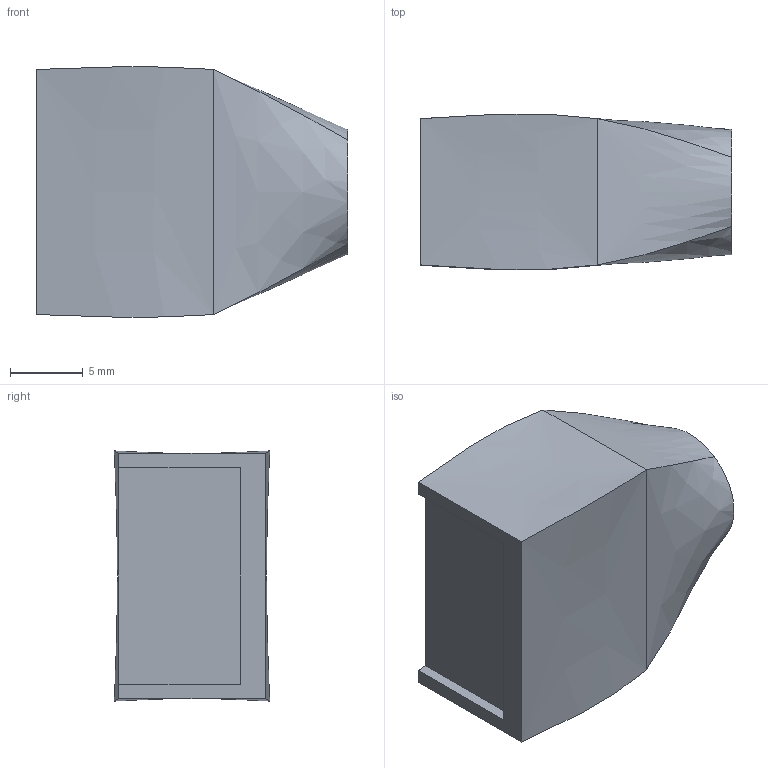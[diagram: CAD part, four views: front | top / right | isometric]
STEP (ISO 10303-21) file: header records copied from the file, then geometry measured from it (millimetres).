
FILE_DESCRIPTION (( 'STEP AP214' ), '1' );
FILE_NAME ('3.5mm_plug_housing.step', '2019-10-07T21:53:36', ( '' ), ( '' ), 'SwSTEP 2.0', 'SolidWorks 2017', '' );
FILE_SCHEMA (( 'AUTOMOTIVE_DESIGN' ));
Length unit declared in the file: inch
Products named in the file (1): 3.5mm_plug_housing
Bounding box: 21.31 x 10.64 x 17.13 mm (x, y, z)
Volume: 3026.9 mm3; surface area: 1297.3 mm2
Topology: 1 solids, 1 shells, 14 faces, 32 edges, 20 vertices
Faces by surface type: bspline 8, plane 6
Entity records: 722 total; most frequent: CARTESIAN_POINT 407, ORIENTED_EDGE 64, DIRECTION 39, EDGE_CURVE 32, VERTEX_POINT 20, LINE 17, VECTOR 17, FACE_OUTER_BOUND 14
